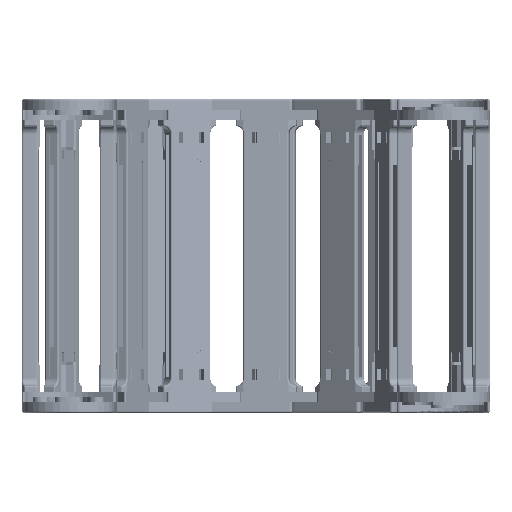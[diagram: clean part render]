
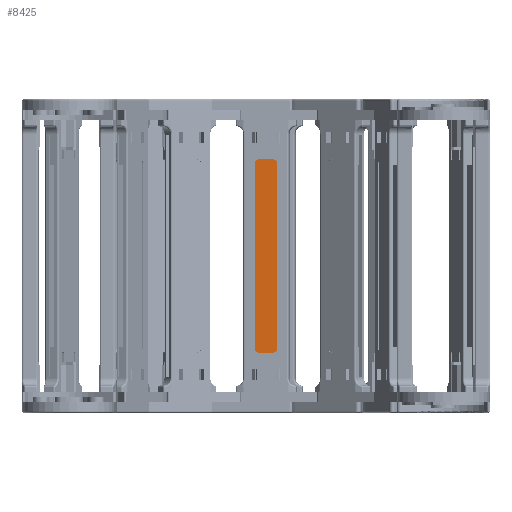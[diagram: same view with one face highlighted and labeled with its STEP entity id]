
A CAD part, left-side view. The second image highlights one B-rep face of the part: STEP entity #8425.
In plain terms, the highlighted face is planar.
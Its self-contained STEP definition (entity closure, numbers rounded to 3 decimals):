
#138 = AXIS2_PLACEMENT_3D ( 'NONE', #18148, #18384, #15634 ) ;
#390 = DIRECTION ( 'NONE',  ( 0., -1., 0. ) ) ;
#1247 = FACE_OUTER_BOUND ( 'NONE', #8094, .T. ) ;
#1506 = VERTEX_POINT ( 'NONE', #33789 ) ;
#1553 = EDGE_CURVE ( 'NONE', #13023, #1506, #12443, .T. ) ;
#2104 = EDGE_CURVE ( 'NONE', #19969, #28181, #17518, .T. ) ;
#3399 = DIRECTION ( 'NONE',  ( 0., 0., 1. ) ) ;
#4145 = ORIENTED_EDGE ( 'NONE', *, *, #31841, .F. ) ;
#4232 = EDGE_CURVE ( 'NONE', #28181, #9712, #21678, .T. ) ;
#4460 = CARTESIAN_POINT ( 'NONE',  ( -76.715, 30.497, -148.324 ) ) ;
#6298 = AXIS2_PLACEMENT_3D ( 'NONE', #19731, #11895, #3399 ) ;
#7521 = ORIENTED_EDGE ( 'NONE', *, *, #4232, .F. ) ;
#7532 = ORIENTED_EDGE ( 'NONE', *, *, #34730, .F. ) ;
#7601 = DIRECTION ( 'NONE',  ( 0., 0., 1. ) ) ;
#7719 = CARTESIAN_POINT ( 'NONE',  ( -79.23, 30.497, -145.789 ) ) ;
#7953 = DIRECTION ( 'NONE',  ( 0., 0., -1. ) ) ;
#8094 = EDGE_LOOP ( 'NONE', ( #4145, #25570, #7532, #35014, #8293, #24518, #7521, #30087 ) ) ;
#8172 = AXIS2_PLACEMENT_3D ( 'NONE', #29213, #15851, #7601 ) ;
#8201 = CIRCLE ( 'NONE', #15405, 2.515 ) ;
#8293 = ORIENTED_EDGE ( 'NONE', *, *, #8892, .F. ) ;
#8409 = LINE ( 'NONE', #19768, #13131 ) ;
#8425 = ADVANCED_FACE ( 'NONE', ( #1247 ), #28970, .F. ) ;
#8751 = DIRECTION ( 'NONE',  ( 0., 0., 1. ) ) ;
#8871 = VECTOR ( 'NONE', #11988, 1000. ) ;
#8892 = EDGE_CURVE ( 'NONE', #19663, #15883, #11905, .T. ) ;
#9712 = VERTEX_POINT ( 'NONE', #19929 ) ;
#10527 = CARTESIAN_POINT ( 'NONE',  ( -76.715, 30.497, -148.324 ) ) ;
#11516 = CARTESIAN_POINT ( 'NONE',  ( -64.14, 30.497, -22.151 ) ) ;
#11895 = DIRECTION ( 'NONE',  ( 0., -1., 0. ) ) ;
#11905 = LINE ( 'NONE', #25488, #8871 ) ;
#11988 = DIRECTION ( 'NONE',  ( 0., 0., 1. ) ) ;
#12443 = CIRCLE ( 'NONE', #138, 2.515 ) ;
#13023 = VERTEX_POINT ( 'NONE', #13421 ) ;
#13131 = VECTOR ( 'NONE', #25320, 1000. ) ;
#13421 = CARTESIAN_POINT ( 'NONE',  ( -76.715, 30.497, -19.636 ) ) ;
#14267 = CARTESIAN_POINT ( 'NONE',  ( -66.655, 30.497, -22.151 ) ) ;
#14415 = EDGE_CURVE ( 'NONE', #9712, #19663, #8201, .T. ) ;
#15342 = CARTESIAN_POINT ( 'NONE',  ( -66.655, 30.497, -19.636 ) ) ;
#15405 = AXIS2_PLACEMENT_3D ( 'NONE', #16621, #390, #19372 ) ;
#15634 = DIRECTION ( 'NONE',  ( 0., 0., 1. ) ) ;
#15851 = DIRECTION ( 'NONE',  ( 0., -1., 0. ) ) ;
#15883 = VERTEX_POINT ( 'NONE', #11516 ) ;
#15914 = LINE ( 'NONE', #7719, #27725 ) ;
#16621 = CARTESIAN_POINT ( 'NONE',  ( -66.655, 30.497, -145.809 ) ) ;
#17518 = CIRCLE ( 'NONE', #6298, 2.515 ) ;
#18148 = CARTESIAN_POINT ( 'NONE',  ( -76.715, 30.497, -22.151 ) ) ;
#18384 = DIRECTION ( 'NONE',  ( 0., -1., 0. ) ) ;
#19372 = DIRECTION ( 'NONE',  ( 0., 0., -1. ) ) ;
#19401 = DIRECTION ( 'NONE',  ( 0., -1., 0. ) ) ;
#19663 = VERTEX_POINT ( 'NONE', #21715 ) ;
#19731 = CARTESIAN_POINT ( 'NONE',  ( -76.715, 30.497, -145.809 ) ) ;
#19768 = CARTESIAN_POINT ( 'NONE',  ( -76.715, 30.497, -19.636 ) ) ;
#19929 = CARTESIAN_POINT ( 'NONE',  ( -66.655, 30.497, -148.324 ) ) ;
#19969 = VERTEX_POINT ( 'NONE', #26823 ) ;
#21678 = LINE ( 'NONE', #10527, #29289 ) ;
#21715 = CARTESIAN_POINT ( 'NONE',  ( -64.14, 30.497, -145.809 ) ) ;
#21808 = DIRECTION ( 'NONE',  ( 1., 0., 0. ) ) ;
#24518 = ORIENTED_EDGE ( 'NONE', *, *, #14415, .F. ) ;
#24573 = EDGE_CURVE ( 'NONE', #15883, #29879, #30172, .T. ) ;
#25320 = DIRECTION ( 'NONE',  ( -1., 0., 0. ) ) ;
#25488 = CARTESIAN_POINT ( 'NONE',  ( -64.14, 30.497, -145.789 ) ) ;
#25570 = ORIENTED_EDGE ( 'NONE', *, *, #1553, .F. ) ;
#26823 = CARTESIAN_POINT ( 'NONE',  ( -79.23, 30.497, -145.809 ) ) ;
#27725 = VECTOR ( 'NONE', #7953, 1000. ) ;
#28181 = VERTEX_POINT ( 'NONE', #4460 ) ;
#28970 = PLANE ( 'NONE',  #8172 ) ;
#29213 = CARTESIAN_POINT ( 'NONE',  ( -76.715, 30.497, -145.789 ) ) ;
#29289 = VECTOR ( 'NONE', #21808, 1000. ) ;
#29879 = VERTEX_POINT ( 'NONE', #15342 ) ;
#30087 = ORIENTED_EDGE ( 'NONE', *, *, #2104, .F. ) ;
#30172 = CIRCLE ( 'NONE', #30973, 2.515 ) ;
#30973 = AXIS2_PLACEMENT_3D ( 'NONE', #14267, #19401, #8751 ) ;
#31841 = EDGE_CURVE ( 'NONE', #1506, #19969, #15914, .T. ) ;
#33789 = CARTESIAN_POINT ( 'NONE',  ( -79.23, 30.497, -22.151 ) ) ;
#34730 = EDGE_CURVE ( 'NONE', #29879, #13023, #8409, .T. ) ;
#35014 = ORIENTED_EDGE ( 'NONE', *, *, #24573, .F. ) ;
